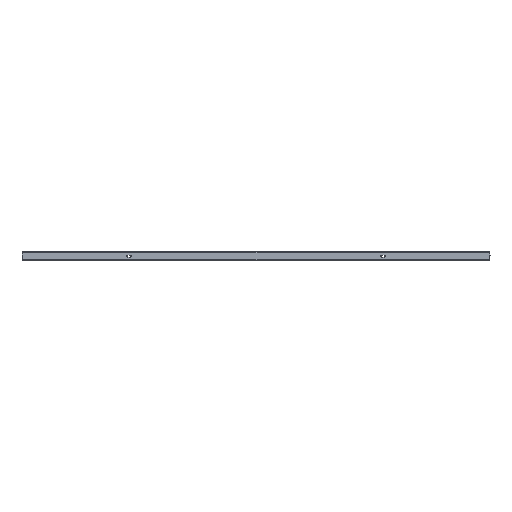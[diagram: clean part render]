
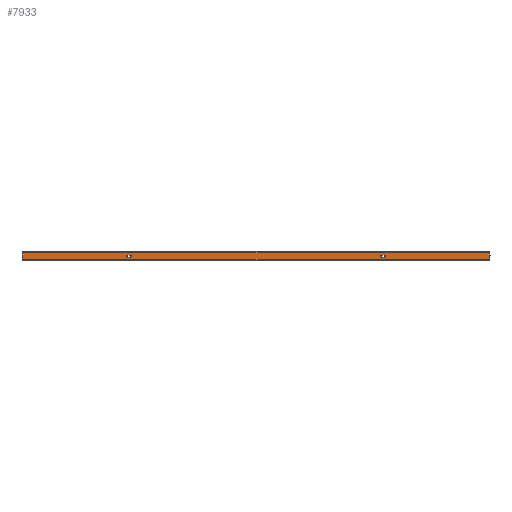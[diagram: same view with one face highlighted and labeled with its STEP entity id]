
A CAD part, left-side view. The second image highlights one B-rep face of the part: STEP entity #7933.
In plain terms, the highlighted planar face has unit normal (-1, 0, 0).
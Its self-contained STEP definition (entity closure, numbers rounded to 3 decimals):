
#41 = VECTOR ( 'NONE', #1973, 1000. ) ;
#105 = VECTOR ( 'NONE', #4030, 1000. ) ;
#213 = CARTESIAN_POINT ( 'NONE',  ( -294., -352.7, -10.5 ) ) ;
#509 = VERTEX_POINT ( 'NONE', #10471 ) ;
#512 = DIRECTION ( 'NONE',  ( 1., 0., 0. ) ) ;
#549 = AXIS2_PLACEMENT_3D ( 'NONE', #8589, #4519, #8484 ) ;
#559 = FACE_BOUND ( 'NONE', #8928, .T. ) ;
#611 = EDGE_CURVE ( 'NONE', #9604, #7199, #3172, .T. ) ;
#641 = DIRECTION ( 'NONE',  ( 0., 0., 1. ) ) ;
#666 = CARTESIAN_POINT ( 'NONE',  ( -294., 0., 0. ) ) ;
#697 = DIRECTION ( 'NONE',  ( 0., 0., -1. ) ) ;
#760 = CARTESIAN_POINT ( 'NONE',  ( -294., -352.7, -15.5 ) ) ;
#938 = CIRCLE ( 'NONE', #9739, 2.5 ) ;
#1036 = CARTESIAN_POINT ( 'NONE',  ( -294., 641.929, -22. ) ) ;
#1084 = VERTEX_POINT ( 'NONE', #213 ) ;
#1189 = ORIENTED_EDGE ( 'NONE', *, *, #10176, .T. ) ;
#1233 = CIRCLE ( 'NONE', #549, 2.5 ) ;
#1263 = CARTESIAN_POINT ( 'NONE',  ( -294., 345.7, -13. ) ) ;
#1490 = VERTEX_POINT ( 'NONE', #4989 ) ;
#1540 = ORIENTED_EDGE ( 'NONE', *, *, #2585, .T. ) ;
#1604 = EDGE_CURVE ( 'NONE', #8543, #1084, #2303, .T. ) ;
#1852 = LINE ( 'NONE', #1036, #7089 ) ;
#1973 = DIRECTION ( 'NONE',  ( 0., -1., 0. ) ) ;
#2251 = ORIENTED_EDGE ( 'NONE', *, *, #5384, .F. ) ;
#2303 = LINE ( 'NONE', #7376, #3086 ) ;
#2334 = CIRCLE ( 'NONE', #7830, 2.5 ) ;
#2585 = EDGE_CURVE ( 'NONE', #5350, #8543, #8155, .T. ) ;
#2661 = ORIENTED_EDGE ( 'NONE', *, *, #6172, .T. ) ;
#2711 = VERTEX_POINT ( 'NONE', #5766 ) ;
#2820 = VERTEX_POINT ( 'NONE', #5004 ) ;
#2833 = DIRECTION ( 'NONE',  ( 0., -1., 0. ) ) ;
#2945 = CARTESIAN_POINT ( 'NONE',  ( -294., 352.7, -10.5 ) ) ;
#3019 = CARTESIAN_POINT ( 'NONE',  ( -294., 352.7, -15.5 ) ) ;
#3023 = AXIS2_PLACEMENT_3D ( 'NONE', #666, #3202, #3957 ) ;
#3086 = VECTOR ( 'NONE', #5646, 1000. ) ;
#3151 = FACE_BOUND ( 'NONE', #7711, .T. ) ;
#3172 = LINE ( 'NONE', #5485, #105 ) ;
#3202 = DIRECTION ( 'NONE',  ( 1., 0., 0. ) ) ;
#3315 = CARTESIAN_POINT ( 'NONE',  ( -294., 641.929, 0. ) ) ;
#3326 = ORIENTED_EDGE ( 'NONE', *, *, #4431, .T. ) ;
#3363 = VECTOR ( 'NONE', #2833, 1000. ) ;
#3425 = DIRECTION ( 'NONE',  ( 0., 1., 0. ) ) ;
#3635 = DIRECTION ( 'NONE',  ( 0., -1., 0. ) ) ;
#3854 = FACE_OUTER_BOUND ( 'NONE', #9948, .T. ) ;
#3957 = DIRECTION ( 'NONE',  ( 0., 0., -1. ) ) ;
#4030 = DIRECTION ( 'NONE',  ( 0., 1., 0. ) ) ;
#4057 = ORIENTED_EDGE ( 'NONE', *, *, #4220, .F. ) ;
#4220 = EDGE_CURVE ( 'NONE', #1490, #9134, #5314, .T. ) ;
#4227 = CARTESIAN_POINT ( 'NONE',  ( -294., -352.7, -15.5 ) ) ;
#4431 = EDGE_CURVE ( 'NONE', #1490, #5403, #6511, .T. ) ;
#4519 = DIRECTION ( 'NONE',  ( 1., 0., 0. ) ) ;
#4556 = DIRECTION ( 'NONE',  ( 0., 0., -1. ) ) ;
#4741 = CARTESIAN_POINT ( 'NONE',  ( -294., -345.7, -13. ) ) ;
#4989 = CARTESIAN_POINT ( 'NONE',  ( -294., 641.929, -4. ) ) ;
#5004 = CARTESIAN_POINT ( 'NONE',  ( -294., 345.7, -10.5 ) ) ;
#5314 = LINE ( 'NONE', #6029, #41 ) ;
#5350 = VERTEX_POINT ( 'NONE', #9349 ) ;
#5365 = DIRECTION ( 'NONE',  ( 1., 0., 0. ) ) ;
#5384 = EDGE_CURVE ( 'NONE', #9134, #2711, #9616, .T. ) ;
#5403 = VERTEX_POINT ( 'NONE', #9670 ) ;
#5485 = CARTESIAN_POINT ( 'NONE',  ( -294., 352.7, -15.5 ) ) ;
#5646 = DIRECTION ( 'NONE',  ( 0., -1., 0. ) ) ;
#5766 = CARTESIAN_POINT ( 'NONE',  ( -294., -641.929, -22. ) ) ;
#5786 = CARTESIAN_POINT ( 'NONE',  ( -294., 345.7, -15.5 ) ) ;
#6029 = CARTESIAN_POINT ( 'NONE',  ( -294., -644., -4. ) ) ;
#6158 = EDGE_CURVE ( 'NONE', #5403, #2711, #1852, .T. ) ;
#6172 = EDGE_CURVE ( 'NONE', #7864, #5350, #9421, .T. ) ;
#6244 = CARTESIAN_POINT ( 'NONE',  ( -294., -352.7, -13. ) ) ;
#6511 = LINE ( 'NONE', #3315, #9201 ) ;
#6559 = VECTOR ( 'NONE', #697, 1000. ) ;
#6976 = ORIENTED_EDGE ( 'NONE', *, *, #1604, .T. ) ;
#6995 = LINE ( 'NONE', #2945, #3363 ) ;
#7006 = EDGE_CURVE ( 'NONE', #7199, #509, #1233, .T. ) ;
#7048 = DIRECTION ( 'NONE',  ( 0., 0., 1. ) ) ;
#7089 = VECTOR ( 'NONE', #3635, 1000. ) ;
#7199 = VERTEX_POINT ( 'NONE', #3019 ) ;
#7371 = ORIENTED_EDGE ( 'NONE', *, *, #7006, .T. ) ;
#7376 = CARTESIAN_POINT ( 'NONE',  ( -294., -352.7, -10.5 ) ) ;
#7625 = ORIENTED_EDGE ( 'NONE', *, *, #8986, .T. ) ;
#7711 = EDGE_LOOP ( 'NONE', ( #6976, #1189, #2661, #1540 ) ) ;
#7830 = AXIS2_PLACEMENT_3D ( 'NONE', #1263, #5365, #4556 ) ;
#7864 = VERTEX_POINT ( 'NONE', #760 ) ;
#7933 = ADVANCED_FACE ( 'NONE', ( #559, #3151, #3854 ), #8062, .F. ) ;
#8062 = PLANE ( 'NONE',  #3023 ) ;
#8126 = DIRECTION ( 'NONE',  ( 0., 0., -1. ) ) ;
#8155 = CIRCLE ( 'NONE', #8511, 2.5 ) ;
#8173 = ORIENTED_EDGE ( 'NONE', *, *, #6158, .T. ) ;
#8484 = DIRECTION ( 'NONE',  ( 0., 0., -1. ) ) ;
#8511 = AXIS2_PLACEMENT_3D ( 'NONE', #4741, #9556, #641 ) ;
#8543 = VERTEX_POINT ( 'NONE', #8963 ) ;
#8589 = CARTESIAN_POINT ( 'NONE',  ( -294., 352.7, -13. ) ) ;
#8655 = VECTOR ( 'NONE', #3425, 1000. ) ;
#8719 = ORIENTED_EDGE ( 'NONE', *, *, #611, .T. ) ;
#8928 = EDGE_LOOP ( 'NONE', ( #8719, #7371, #7625, #10263 ) ) ;
#8943 = CARTESIAN_POINT ( 'NONE',  ( -294., -641.929, -4. ) ) ;
#8963 = CARTESIAN_POINT ( 'NONE',  ( -294., -345.7, -10.5 ) ) ;
#8986 = EDGE_CURVE ( 'NONE', #509, #2820, #6995, .T. ) ;
#9134 = VERTEX_POINT ( 'NONE', #8943 ) ;
#9201 = VECTOR ( 'NONE', #8126, 1000. ) ;
#9349 = CARTESIAN_POINT ( 'NONE',  ( -294., -345.7, -15.5 ) ) ;
#9421 = LINE ( 'NONE', #4227, #8655 ) ;
#9556 = DIRECTION ( 'NONE',  ( 1., 0., 0. ) ) ;
#9604 = VERTEX_POINT ( 'NONE', #5786 ) ;
#9616 = LINE ( 'NONE', #10486, #6559 ) ;
#9670 = CARTESIAN_POINT ( 'NONE',  ( -294., 641.929, -22. ) ) ;
#9739 = AXIS2_PLACEMENT_3D ( 'NONE', #6244, #512, #7048 ) ;
#9948 = EDGE_LOOP ( 'NONE', ( #8173, #2251, #4057, #3326 ) ) ;
#10176 = EDGE_CURVE ( 'NONE', #1084, #7864, #938, .T. ) ;
#10220 = EDGE_CURVE ( 'NONE', #2820, #9604, #2334, .T. ) ;
#10263 = ORIENTED_EDGE ( 'NONE', *, *, #10220, .T. ) ;
#10471 = CARTESIAN_POINT ( 'NONE',  ( -294., 352.7, -10.5 ) ) ;
#10486 = CARTESIAN_POINT ( 'NONE',  ( -294., -641.929, -2. ) ) ;
